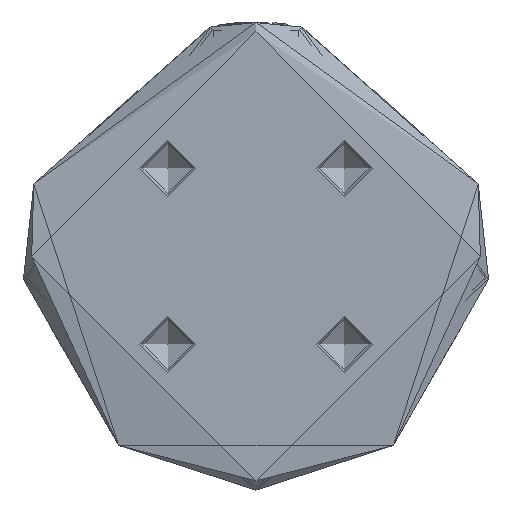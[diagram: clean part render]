
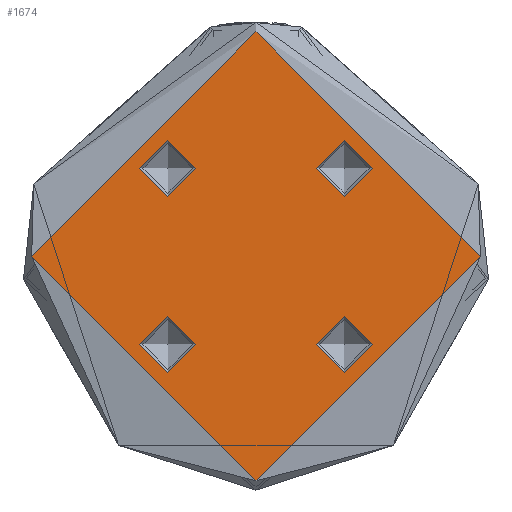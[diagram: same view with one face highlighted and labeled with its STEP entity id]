
A CAD part, front view. The second image highlights one B-rep face of the part: STEP entity #1674.
In plain terms, the highlighted face is planar.
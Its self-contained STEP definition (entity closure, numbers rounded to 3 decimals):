
#296 = ORIENTED_EDGE ( 'NONE', *, *, #3800, .F. ) ;
#493 = CIRCLE ( 'NONE', #5802, 4.5 ) ;
#592 = VERTEX_POINT ( 'NONE', #5871 ) ;
#729 = VERTEX_POINT ( 'NONE', #3132 ) ;
#799 = DIRECTION ( 'NONE',  ( 0., 0., 1. ) ) ;
#825 = DIRECTION ( 'NONE',  ( 0., 0., -1. ) ) ;
#826 = CARTESIAN_POINT ( 'NONE',  ( 14.142, -14.142, 0. ) ) ;
#891 = CARTESIAN_POINT ( 'NONE',  ( -18.642, -14.142, 0. ) ) ;
#956 = ORIENTED_EDGE ( 'NONE', *, *, #4606, .F. ) ;
#1299 = CARTESIAN_POINT ( 'NONE',  ( 0., 0., 0. ) ) ;
#1303 = DIRECTION ( 'NONE',  ( 1., 0., 0. ) ) ;
#1324 = CARTESIAN_POINT ( 'NONE',  ( 36., 0., 0. ) ) ;
#1639 = EDGE_CURVE ( 'NONE', #3092, #3092, #3055, .T. ) ;
#1674 = ADVANCED_FACE ( 'NONE', ( #2907, #2915, #2837, #2835, #2829 ), #4923, .F. ) ;
#1977 = CARTESIAN_POINT ( 'NONE',  ( 14.142, 14.142, 0. ) ) ;
#2077 = VERTEX_POINT ( 'NONE', #4972 ) ;
#2143 = CIRCLE ( 'NONE', #3527, 4.5 ) ;
#2183 = DIRECTION ( 'NONE',  ( 0., 0., -1. ) ) ;
#2443 = DIRECTION ( 'NONE',  ( 1., 0., 0. ) ) ;
#2459 = EDGE_CURVE ( 'NONE', #729, #729, #493, .T. ) ;
#2618 = AXIS2_PLACEMENT_3D ( 'NONE', #3532, #799, #3976 ) ;
#2623 = DIRECTION ( 'NONE',  ( 0., 0., 1. ) ) ;
#2829 = FACE_OUTER_BOUND ( 'NONE', #4168, .T. ) ;
#2835 = FACE_BOUND ( 'NONE', #4067, .T. ) ;
#2837 = FACE_BOUND ( 'NONE', #5516, .T. ) ;
#2907 = FACE_BOUND ( 'NONE', #2996, .T. ) ;
#2915 = FACE_BOUND ( 'NONE', #5695, .T. ) ;
#2996 = EDGE_LOOP ( 'NONE', ( #956 ) ) ;
#3006 = CIRCLE ( 'NONE', #4042, 4.5 ) ;
#3055 = CIRCLE ( 'NONE', #4311, 36. ) ;
#3092 = VERTEX_POINT ( 'NONE', #1324 ) ;
#3132 = CARTESIAN_POINT ( 'NONE',  ( 18.642, -14.142, 0. ) ) ;
#3278 = EDGE_CURVE ( 'NONE', #2077, #2077, #3006, .T. ) ;
#3527 = AXIS2_PLACEMENT_3D ( 'NONE', #1977, #5176, #2443 ) ;
#3532 = CARTESIAN_POINT ( 'NONE',  ( -14.142, -14.142, 0. ) ) ;
#3545 = CARTESIAN_POINT ( 'NONE',  ( -14.142, 14.142, 0. ) ) ;
#3800 = EDGE_CURVE ( 'NONE', #592, #592, #2143, .T. ) ;
#3976 = DIRECTION ( 'NONE',  ( -1., 0., 0. ) ) ;
#3996 = DIRECTION ( 'NONE',  ( -1., 0., 0. ) ) ;
#3999 = DIRECTION ( 'NONE',  ( 0., 0., -1. ) ) ;
#4042 = AXIS2_PLACEMENT_3D ( 'NONE', #3545, #825, #3996 ) ;
#4067 = EDGE_LOOP ( 'NONE', ( #296 ) ) ;
#4168 = EDGE_LOOP ( 'NONE', ( #4654 ) ) ;
#4311 = AXIS2_PLACEMENT_3D ( 'NONE', #5351, #2623, #5811 ) ;
#4318 = ORIENTED_EDGE ( 'NONE', *, *, #3278, .T. ) ;
#4606 = EDGE_CURVE ( 'NONE', #4653, #4653, #5008, .T. ) ;
#4653 = VERTEX_POINT ( 'NONE', #891 ) ;
#4654 = ORIENTED_EDGE ( 'NONE', *, *, #1639, .T. ) ;
#4923 = PLANE ( 'NONE',  #5825 ) ;
#4926 = ORIENTED_EDGE ( 'NONE', *, *, #2459, .T. ) ;
#4972 = CARTESIAN_POINT ( 'NONE',  ( -18.642, 14.142, 0. ) ) ;
#5008 = CIRCLE ( 'NONE', #2618, 4.5 ) ;
#5176 = DIRECTION ( 'NONE',  ( 0., 0., 1. ) ) ;
#5351 = CARTESIAN_POINT ( 'NONE',  ( 0., 0., 0. ) ) ;
#5370 = DIRECTION ( 'NONE',  ( -1., 0., 0. ) ) ;
#5516 = EDGE_LOOP ( 'NONE', ( #4926 ) ) ;
#5695 = EDGE_LOOP ( 'NONE', ( #4318 ) ) ;
#5802 = AXIS2_PLACEMENT_3D ( 'NONE', #826, #3999, #1303 ) ;
#5811 = DIRECTION ( 'NONE',  ( 1., 0., 0. ) ) ;
#5825 = AXIS2_PLACEMENT_3D ( 'NONE', #1299, #2183, #5370 ) ;
#5871 = CARTESIAN_POINT ( 'NONE',  ( 18.642, 14.142, 0. ) ) ;
